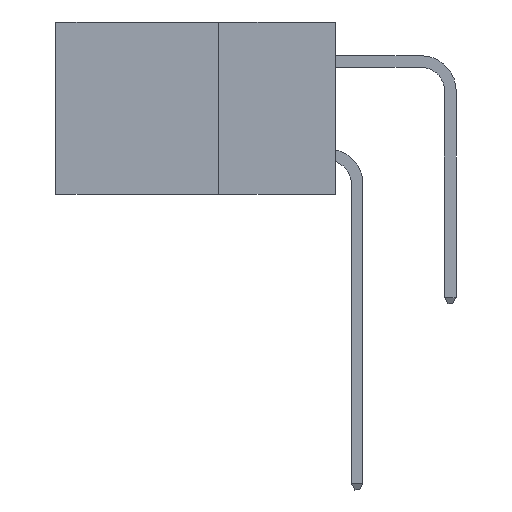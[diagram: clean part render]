
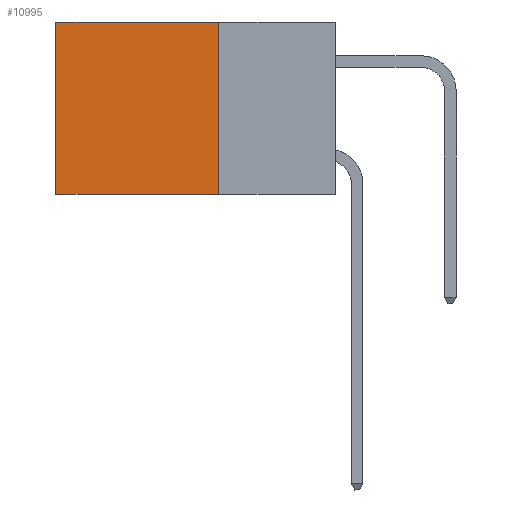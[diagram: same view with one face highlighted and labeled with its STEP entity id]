
A CAD part, left-side view. The second image highlights one B-rep face of the part: STEP entity #10995.
In plain terms, the highlighted planar face has unit normal (-1, 0, 0).
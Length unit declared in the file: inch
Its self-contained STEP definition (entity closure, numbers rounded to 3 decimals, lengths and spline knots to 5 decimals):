
#1993 = CARTESIAN_POINT ( 'NONE',  ( 0.2875, 0.25, -0.37 ) ) ;
#1996 = ORIENTED_EDGE ( 'NONE', *, *, #21879, .F. ) ;
#2862 = DIRECTION ( 'NONE',  ( 0., 0., -1. ) ) ;
#3057 = AXIS2_PLACEMENT_3D ( 'NONE', #19548, #29265, #29589 ) ;
#3945 = FACE_OUTER_BOUND ( 'NONE', #12196, .T. ) ;
#4798 = LINE ( 'NONE', #25263, #20563 ) ;
#5203 = VECTOR ( 'NONE', #2862, 39.37008 ) ;
#5706 = EDGE_CURVE ( 'NONE', #8516, #14368, #18073, .T. ) ;
#5722 = CARTESIAN_POINT ( 'NONE',  ( 0.2875, 0.25, 0. ) ) ;
#7326 = EDGE_CURVE ( 'NONE', #19385, #18772, #25682, .T. ) ;
#7419 = EDGE_CURVE ( 'NONE', #19385, #8516, #26506, .T. ) ;
#7433 = ORIENTED_EDGE ( 'NONE', *, *, #7326, .F. ) ;
#8516 = VERTEX_POINT ( 'NONE', #27422 ) ;
#10995 = ADVANCED_FACE ( 'NONE', ( #3945 ), #24571, .F. ) ;
#12196 = EDGE_LOOP ( 'NONE', ( #22120, #1996, #7433, #24464 ) ) ;
#13032 = DIRECTION ( 'NONE',  ( 0., 0., -1. ) ) ;
#14368 = VERTEX_POINT ( 'NONE', #14987 ) ;
#14987 = CARTESIAN_POINT ( 'NONE',  ( 0.2875, 0.6, -0.37 ) ) ;
#18073 = LINE ( 'NONE', #25613, #28054 ) ;
#18772 = VERTEX_POINT ( 'NONE', #1993 ) ;
#19385 = VERTEX_POINT ( 'NONE', #29180 ) ;
#19548 = CARTESIAN_POINT ( 'NONE',  ( 0.2875, 0.25, 0. ) ) ;
#20563 = VECTOR ( 'NONE', #29599, 39.37008 ) ;
#20746 = VECTOR ( 'NONE', #26344, 39.37008 ) ;
#21879 = EDGE_CURVE ( 'NONE', #18772, #14368, #4798, .T. ) ;
#22120 = ORIENTED_EDGE ( 'NONE', *, *, #5706, .T. ) ;
#24464 = ORIENTED_EDGE ( 'NONE', *, *, #7419, .T. ) ;
#24571 = PLANE ( 'NONE',  #3057 ) ;
#25263 = CARTESIAN_POINT ( 'NONE',  ( 0.2875, 0.25, -0.37 ) ) ;
#25613 = CARTESIAN_POINT ( 'NONE',  ( 0.2875, 0.6, 0. ) ) ;
#25682 = LINE ( 'NONE', #5722, #5203 ) ;
#26344 = DIRECTION ( 'NONE',  ( 0., 1., 0. ) ) ;
#26506 = LINE ( 'NONE', #28850, #20746 ) ;
#27422 = CARTESIAN_POINT ( 'NONE',  ( 0.2875, 0.6, 0. ) ) ;
#28054 = VECTOR ( 'NONE', #13032, 39.37008 ) ;
#28850 = CARTESIAN_POINT ( 'NONE',  ( 0.2875, 0.25, 0. ) ) ;
#29180 = CARTESIAN_POINT ( 'NONE',  ( 0.2875, 0.25, 0. ) ) ;
#29265 = DIRECTION ( 'NONE',  ( 1., 0., 0. ) ) ;
#29589 = DIRECTION ( 'NONE',  ( 0., 0., -1. ) ) ;
#29599 = DIRECTION ( 'NONE',  ( 0., 1., 0. ) ) ;
